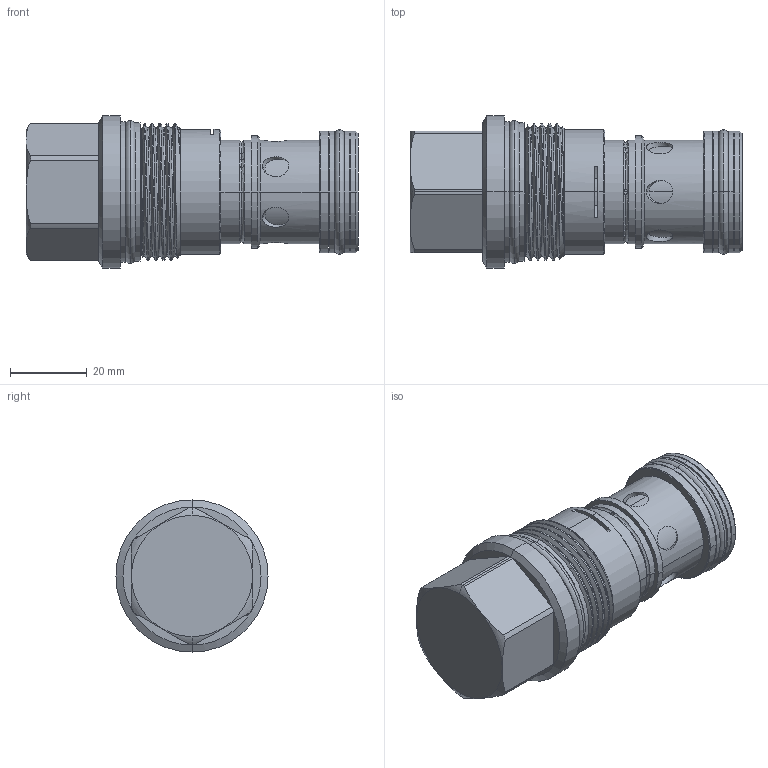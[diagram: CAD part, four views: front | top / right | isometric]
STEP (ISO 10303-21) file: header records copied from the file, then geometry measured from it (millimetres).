
FILE_DESCRIPTION (( 'STEP AP203' ), '1' );
FILE_NAME ('CV16A21-N.STEP', '2020-03-03T01:20:05', ( '' ), ( '' ), 'SwSTEP 2.0', 'SolidWorks 2018', '' );
FILE_SCHEMA (( 'CONFIG_CONTROL_DESIGN' ));
Length unit declared in the file: millimetre
Products named in the file (1): CV16A21-N
Bounding box: 86.57 x 39.67 x 39.67 mm (x, y, z)
Volume: 67741.6 mm3; surface area: 16735.9 mm2
Topology: 4 solids, 4 shells, 163 faces, 377 edges, 240 vertices
Faces by surface type: cylinder 97, plane 30, cone 19, torus 14, bspline 3
Entity records: 6776 total; most frequent: CARTESIAN_POINT 3019, DIRECTION 790, ORIENTED_EDGE 754, EDGE_CURVE 377, AXIS2_PLACEMENT_3D 334, VERTEX_POINT 240, EDGE_LOOP 187, CIRCLE 173
